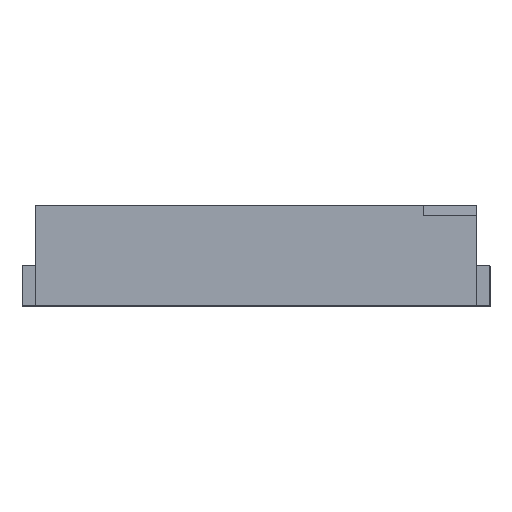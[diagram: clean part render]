
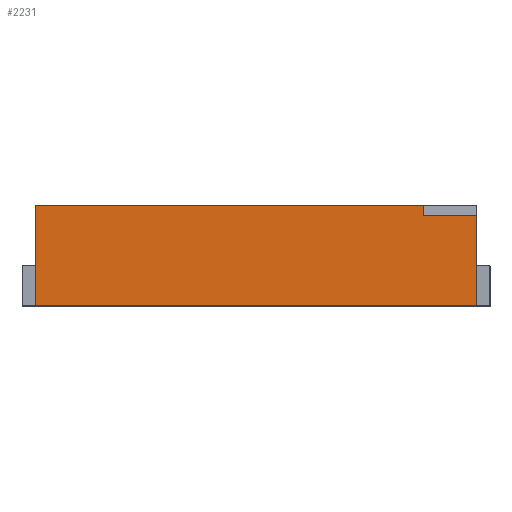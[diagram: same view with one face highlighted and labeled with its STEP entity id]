
A CAD part, top view. The second image highlights one B-rep face of the part: STEP entity #2231.
In plain terms, the highlighted planar face has unit normal (0, 0, 1).
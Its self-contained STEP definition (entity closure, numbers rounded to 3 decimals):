
#28 = VERTEX_POINT ( 'NONE', #2162 ) ;
#104 = VECTOR ( 'NONE', #1460, 1000. ) ;
#186 = EDGE_CURVE ( 'NONE', #3083, #2717, #1814, .T. ) ;
#222 = CARTESIAN_POINT ( 'NONE',  ( 1.65, 0., 1.4 ) ) ;
#224 = LINE ( 'NONE', #2931, #104 ) ;
#297 = LINE ( 'NONE', #2906, #1840 ) ;
#304 = AXIS2_PLACEMENT_3D ( 'NONE', #1062, #1083, #2263 ) ;
#397 = CARTESIAN_POINT ( 'NONE',  ( 1.65, 0.75, 1.4 ) ) ;
#406 = LINE ( 'NONE', #2213, #1694 ) ;
#419 = DIRECTION ( 'NONE',  ( 1., 0., 0. ) ) ;
#428 = ORIENTED_EDGE ( 'NONE', *, *, #1905, .T. ) ;
#444 = ORIENTED_EDGE ( 'NONE', *, *, #2827, .F. ) ;
#548 = ORIENTED_EDGE ( 'NONE', *, *, #186, .T. ) ;
#552 = LINE ( 'NONE', #397, #3070 ) ;
#637 = CARTESIAN_POINT ( 'NONE',  ( -1.65, 0.75, 1.4 ) ) ;
#680 = EDGE_CURVE ( 'NONE', #28, #2717, #906, .T. ) ;
#906 = LINE ( 'NONE', #637, #2170 ) ;
#1062 = CARTESIAN_POINT ( 'NONE',  ( -1.65, 0.75, 1.4 ) ) ;
#1083 = DIRECTION ( 'NONE',  ( 0., 0., -1. ) ) ;
#1137 = CARTESIAN_POINT ( 'NONE',  ( 1.25, 0.675, 1.4 ) ) ;
#1203 = FACE_OUTER_BOUND ( 'NONE', #2921, .T. ) ;
#1363 = DIRECTION ( 'NONE',  ( 0., 1., 0. ) ) ;
#1460 = DIRECTION ( 'NONE',  ( 1., 0., 0. ) ) ;
#1694 = VECTOR ( 'NONE', #2706, 1000. ) ;
#1814 = LINE ( 'NONE', #1137, #2072 ) ;
#1840 = VECTOR ( 'NONE', #2360, 1000. ) ;
#1871 = VERTEX_POINT ( 'NONE', #2423 ) ;
#1905 = EDGE_CURVE ( 'NONE', #28, #1871, #297, .T. ) ;
#1958 = CARTESIAN_POINT ( 'NONE',  ( 1.25, 0.675, 1.4 ) ) ;
#2037 = CARTESIAN_POINT ( 'NONE',  ( 1.25, 0.75, 1.4 ) ) ;
#2072 = VECTOR ( 'NONE', #1363, 1000. ) ;
#2073 = EDGE_CURVE ( 'NONE', #3083, #2341, #224, .T. ) ;
#2162 = CARTESIAN_POINT ( 'NONE',  ( -1.65, 0.75, 1.4 ) ) ;
#2170 = VECTOR ( 'NONE', #419, 1000. ) ;
#2213 = CARTESIAN_POINT ( 'NONE',  ( -1.65, 0., 1.4 ) ) ;
#2231 = ADVANCED_FACE ( 'NONE', ( #1203 ), #2972, .F. ) ;
#2263 = DIRECTION ( 'NONE',  ( -1., 0., 0. ) ) ;
#2323 = DIRECTION ( 'NONE',  ( 0., -1., 0. ) ) ;
#2341 = VERTEX_POINT ( 'NONE', #3010 ) ;
#2360 = DIRECTION ( 'NONE',  ( 0., -1., 0. ) ) ;
#2361 = ORIENTED_EDGE ( 'NONE', *, *, #2600, .T. ) ;
#2423 = CARTESIAN_POINT ( 'NONE',  ( -1.65, 0., 1.4 ) ) ;
#2502 = ORIENTED_EDGE ( 'NONE', *, *, #2073, .F. ) ;
#2509 = VERTEX_POINT ( 'NONE', #222 ) ;
#2600 = EDGE_CURVE ( 'NONE', #1871, #2509, #406, .T. ) ;
#2706 = DIRECTION ( 'NONE',  ( 1., 0., 0. ) ) ;
#2717 = VERTEX_POINT ( 'NONE', #2037 ) ;
#2827 = EDGE_CURVE ( 'NONE', #2341, #2509, #552, .T. ) ;
#2906 = CARTESIAN_POINT ( 'NONE',  ( -1.65, 0.75, 1.4 ) ) ;
#2921 = EDGE_LOOP ( 'NONE', ( #2502, #548, #3013, #428, #2361, #444 ) ) ;
#2931 = CARTESIAN_POINT ( 'NONE',  ( 1.25, 0.675, 1.4 ) ) ;
#2972 = PLANE ( 'NONE',  #304 ) ;
#3010 = CARTESIAN_POINT ( 'NONE',  ( 1.65, 0.675, 1.4 ) ) ;
#3013 = ORIENTED_EDGE ( 'NONE', *, *, #680, .F. ) ;
#3070 = VECTOR ( 'NONE', #2323, 1000. ) ;
#3083 = VERTEX_POINT ( 'NONE', #1958 ) ;
